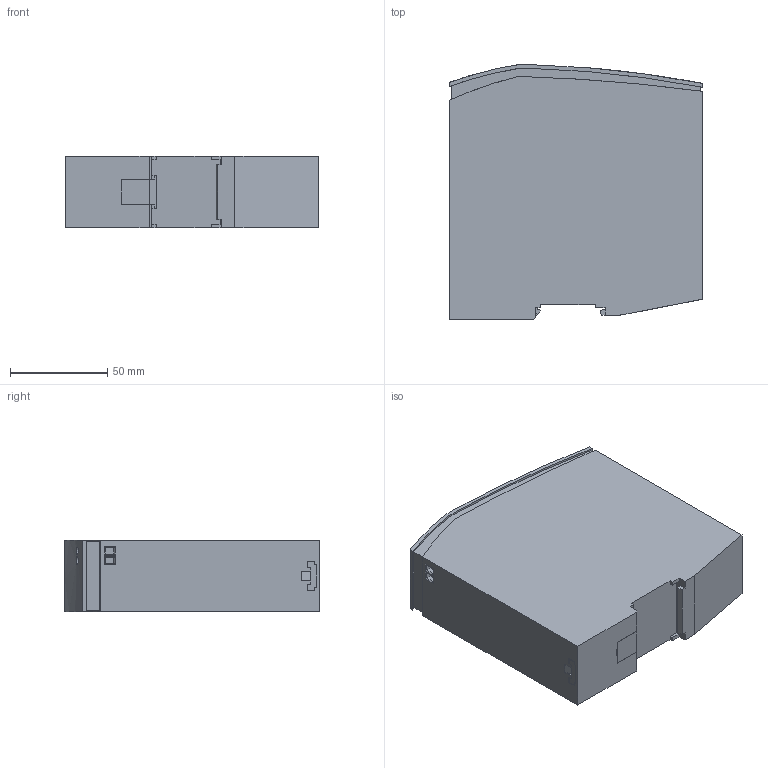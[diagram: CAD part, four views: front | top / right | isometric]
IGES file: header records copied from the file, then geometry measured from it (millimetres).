
Start section: Elysium IGES Interface
Global section: file name: 80H2904376_UNO_PS_1AC_24DC_150W-select.igs; native system: Creo Elements/Direct Modeling 18.1B  29-Sep-2012; preprocessor: Creo Element/Direct IGES_3D V2.2; author: Unknown; organization: Unknown; date: 20150121.134202; units: millimetre
Bounding box: 130 x 131 x 37 mm (x, y, z)
Volume: 590429.6 mm3; surface area: 52577.5 mm2
Topology: 1 solids, 1 shells, 186 faces, 491 edges, 322 vertices
Faces by surface type: bspline 186
